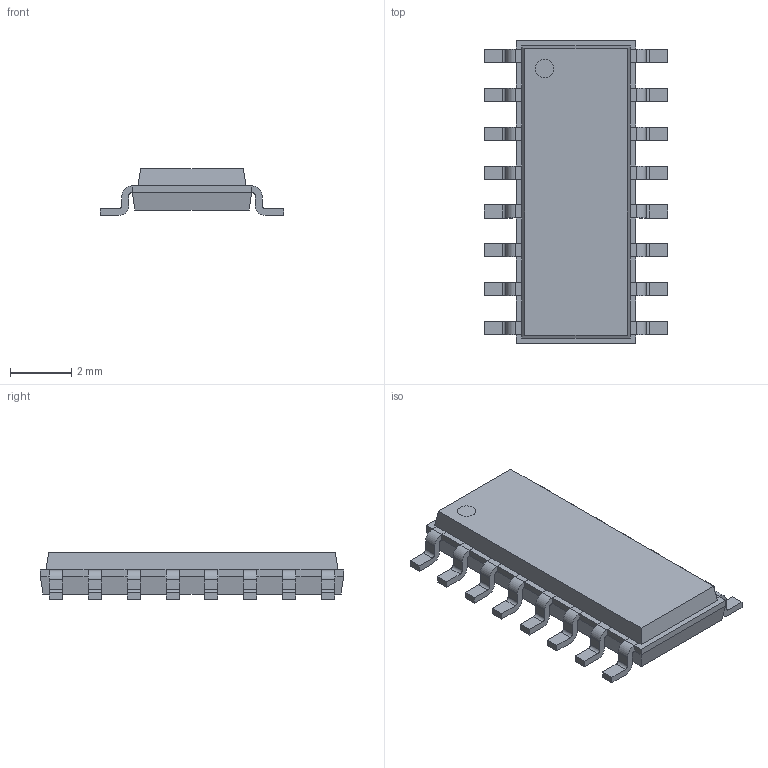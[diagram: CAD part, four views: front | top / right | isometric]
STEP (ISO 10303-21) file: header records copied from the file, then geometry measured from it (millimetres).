
FILE_DESCRIPTION(/* description */ ('model of SO-16_3.9x9.9mm_P1.27mm'),/* implementation_level */ '2;1');
FILE_NAME(/* name */ 'SO-16_3.9x9.9mm_P1.27mm.step',/* time_stamp */ '2023-08-28T19:09:33',/* author */ ('KiCAD','kicad'),/* organization */ ('OCCT'),/* preprocessor_version */ '',/* originating_system */ 'KiCAD',/* authorisation */ '');
FILE_SCHEMA(('AUTOMOTIVE_DESIGN { 1 0 10303 214 1 1 1 1 }'));
Length unit declared in the file: millimetre
Products named in the file (1): SO-16_3.9x9.9mm_P1.27mm
Bounding box: 6 x 9.9 x 1.52 mm (x, y, z)
Volume: 50.3 mm3; surface area: 142.1 mm2
Topology: 1 solids, 1 shells, 255 faces, 689 edges, 437 vertices
Faces by surface type: plane 183, cylinder 64, bspline 8
Entity records: 10173 total; most frequent: CARTESIAN_POINT 1418, ORIENTED_EDGE 1378, DIRECTION 1302, EDGE_CURVE 689, LINE 548, VECTOR 548, VERTEX_POINT 437, AXIS2_PLACEMENT_3D 377
